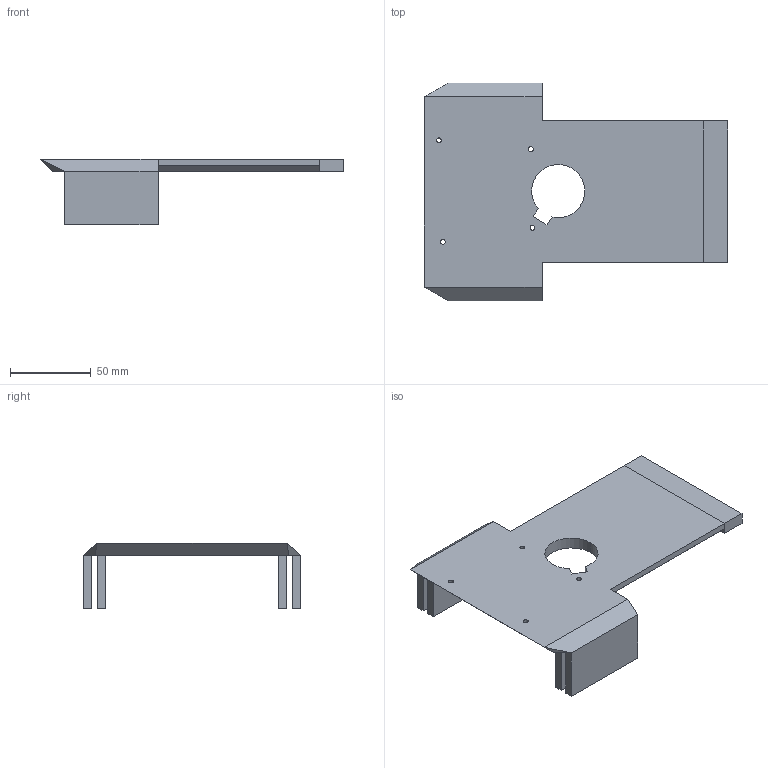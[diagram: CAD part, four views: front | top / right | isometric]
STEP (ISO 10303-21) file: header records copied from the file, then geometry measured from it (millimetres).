
FILE_DESCRIPTION(('HOOPS Exchange Step'),'2;1');
FILE_NAME('temp_export','2025-05-30T22:05:03+02:00',('Desktop'),('Shapr3D Limited'),'HOOPS Exchange 2024.8','Shapr3D','Authorized');
FILE_SCHEMA( ('AP242_MANAGED_MODEL_BASED_3D_ENGINEERING_MIM_LF {1 0 10303 442 1 1 4}') );
Length unit declared in the file: millimetre
Products named in the file (4): Imported; LIDAR X4 PRO.STEP; root
Assembly tree (3 placements, depth 2):
  root
    Imported
    Imported
    LIDAR X4 PRO.STEP
Bounding box: 188 x 135 x 40.5 mm (x, y, z)
Volume: 171342.5 mm3; surface area: 62277.9 mm2
Topology: 6 solids, 6 shells, 54 faces, 129 edges, 86 vertices
Faces by surface type: plane 48, cylinder 6
Full cylindrical faces by diameter (mm): 3 x4
Entity records: 1675 total; most frequent: CARTESIAN_POINT 277, DIRECTION 269, ORIENTED_EDGE 258, EDGE_CURVE 129, VECTOR 113, LINE 113, VERTEX_POINT 86, AXIS2_PLACEMENT_3D 78
